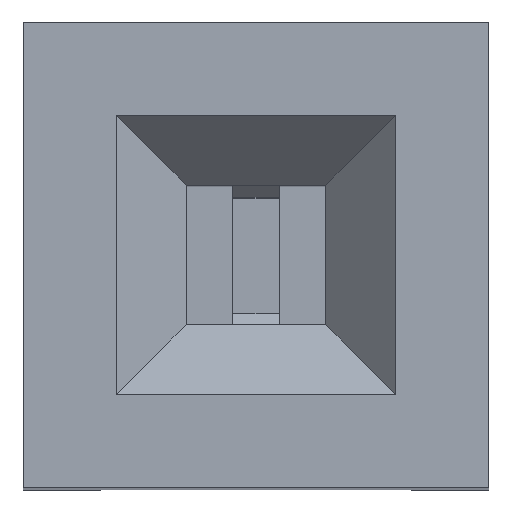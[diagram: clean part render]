
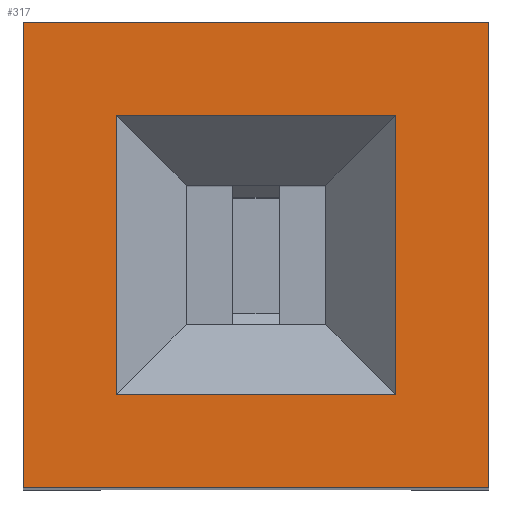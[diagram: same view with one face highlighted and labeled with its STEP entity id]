
A CAD part, top view. The second image highlights one B-rep face of the part: STEP entity #317.
In plain terms, the highlighted planar face has unit normal (0, 0, 1).
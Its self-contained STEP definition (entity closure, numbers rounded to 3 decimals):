
#13=DIRECTION('',(0.,0.,1.));
#27=VECTOR('',#28,1.);
#28=DIRECTION('',(1.,0.,0.));
#34=VECTOR('',#35,1.);
#35=DIRECTION('',(0.,1.,0.));
#45=VECTOR('',#46,1.);
#46=DIRECTION('',(0.,-1.,0.));
#65=VECTOR('',#66,1.);
#66=DIRECTION('',(-1.,0.,0.));
#152=VERTEX_POINT('',#153);
#153=CARTESIAN_POINT('',(-1.,-1.,5.6));
#155=ORIENTED_EDGE('',*,*,#156,.T.);
#156=EDGE_CURVE('',#152,#157,#159,.T.);
#157=VERTEX_POINT('',#158);
#158=CARTESIAN_POINT('',(1.,-1.,5.6));
#159=LINE('',#153,#27);
#183=VERTEX_POINT('',#184);
#184=CARTESIAN_POINT('',(1.,1.,5.6));
#186=ORIENTED_EDGE('',*,*,#187,.T.);
#187=EDGE_CURVE('',#183,#188,#190,.T.);
#188=VERTEX_POINT('',#189);
#189=CARTESIAN_POINT('',(-1.,1.,5.6));
#190=LINE('',#184,#65);
#310=ORIENTED_EDGE('',*,*,#311,.T.);
#311=EDGE_CURVE('',#157,#183,#312,.T.);
#312=LINE('',#158,#34);
#317=ADVANCED_FACE('',(#318,#323),#345,.T.);
#318=FACE_BOUND('',#319,.T.);
#319=EDGE_LOOP('',(#310,#186,#320,#155));
#320=ORIENTED_EDGE('',*,*,#321,.T.);
#321=EDGE_CURVE('',#188,#152,#322,.T.);
#322=LINE('',#189,#45);
#323=FACE_BOUND('',#324,.T.);
#324=EDGE_LOOP('',(#325,#332,#337,#342));
#325=ORIENTED_EDGE('',*,*,#326,.F.);
#326=EDGE_CURVE('',#327,#329,#331,.T.);
#327=VERTEX_POINT('',#328);
#328=CARTESIAN_POINT('',(0.6,-0.6,5.6));
#329=VERTEX_POINT('',#330);
#330=CARTESIAN_POINT('',(0.6,0.6,5.6));
#331=LINE('',#328,#34);
#332=ORIENTED_EDGE('',*,*,#333,.F.);
#333=EDGE_CURVE('',#334,#327,#336,.T.);
#334=VERTEX_POINT('',#335);
#335=CARTESIAN_POINT('',(-0.6,-0.6,5.6));
#336=LINE('',#335,#27);
#337=ORIENTED_EDGE('',*,*,#338,.F.);
#338=EDGE_CURVE('',#339,#334,#341,.T.);
#339=VERTEX_POINT('',#340);
#340=CARTESIAN_POINT('',(-0.6,0.6,5.6));
#341=LINE('',#340,#45);
#342=ORIENTED_EDGE('',*,*,#343,.F.);
#343=EDGE_CURVE('',#329,#339,#344,.T.);
#344=LINE('',#330,#65);
#345=PLANE('',#346);
#346=AXIS2_PLACEMENT_3D('',#347,#13,#35);
#347=CARTESIAN_POINT('',(0.,0.,5.6));
